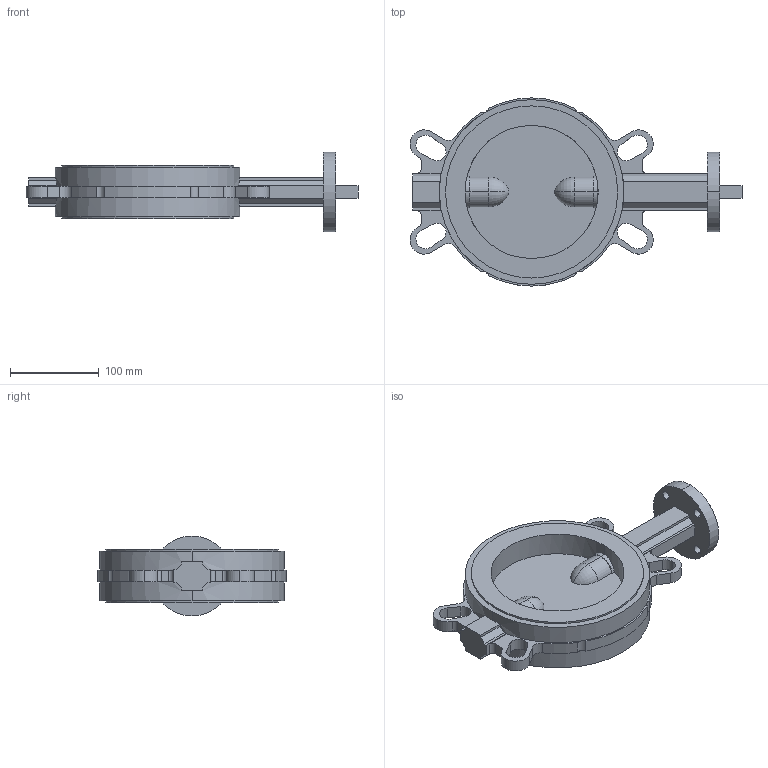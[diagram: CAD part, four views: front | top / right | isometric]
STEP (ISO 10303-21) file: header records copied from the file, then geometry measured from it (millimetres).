
FILE_DESCRIPTION (( 'STEP AP214' ), '1' );
FILE_NAME ('SCBF-D674-16XEC-150.step', '2025-09-25T05:49:40', ( 'KTP' ), ( '' ), 'SwSTEP 2.0', 'SolidWorks 2021', '' );
FILE_SCHEMA (( 'AUTOMOTIVE_DESIGN' ));
Length unit declared in the file: millimetre
Products named in the file (1): SCBF-D674-16XEC-150
Bounding box: 374 x 212 x 90 mm (x, y, z)
Volume: 1402963.3 mm3; surface area: 187307.4 mm2
Topology: 1 solids, 1 shells, 181 faces, 498 edges, 326 vertices
Faces by surface type: plane 95, cylinder 78, torus 8
Entity records: 6894 total; most frequent: CARTESIAN_POINT 1390, DIRECTION 1048, ORIENTED_EDGE 996, EDGE_CURVE 498, AXIS2_PLACEMENT_3D 392, VERTEX_POINT 326, LINE 264, VECTOR 264
